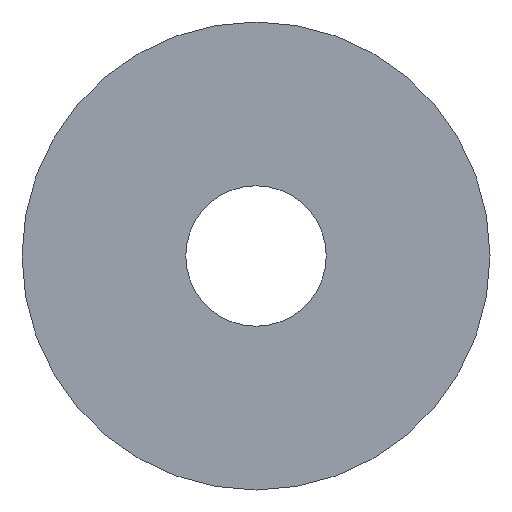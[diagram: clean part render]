
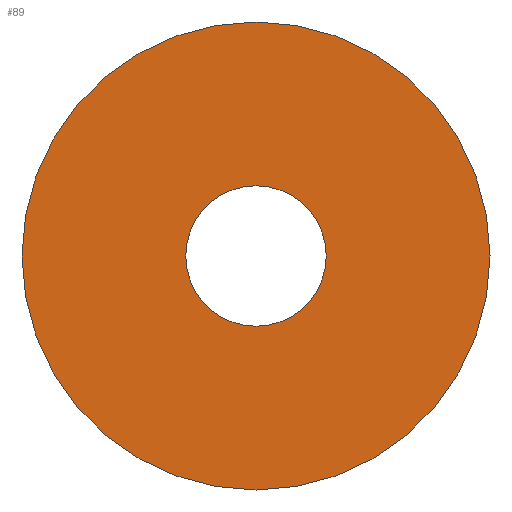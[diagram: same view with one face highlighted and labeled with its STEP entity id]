
A CAD part, front view. The second image highlights one B-rep face of the part: STEP entity #89.
In plain terms, the highlighted planar face has unit normal (0, -1, 0).
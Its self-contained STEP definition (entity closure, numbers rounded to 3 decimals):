
#17=FACE_BOUND('',#35,.T.);
#20=PLANE('',#115);
#26=FACE_OUTER_BOUND('',#34,.T.);
#34=EDGE_LOOP('',(#79));
#35=EDGE_LOOP('',(#80));
#45=CIRCLE('',#109,5.);
#47=CIRCLE('',#113,1.5);
#51=VERTEX_POINT('',#155);
#53=VERTEX_POINT('',#162);
#59=EDGE_CURVE('',#51,#51,#45,.T.);
#62=EDGE_CURVE('',#53,#53,#47,.T.);
#79=ORIENTED_EDGE('',*,*,#59,.F.);
#80=ORIENTED_EDGE('',*,*,#62,.F.);
#89=ADVANCED_FACE('',(#26,#17),#20,.F.);
#109=AXIS2_PLACEMENT_3D('',#157,#130,#131);
#113=AXIS2_PLACEMENT_3D('',#164,#139,#140);
#115=AXIS2_PLACEMENT_3D('',#166,#143,#144);
#130=DIRECTION('center_axis',(0.,1.,0.));
#131=DIRECTION('ref_axis',(1.,0.,0.));
#139=DIRECTION('center_axis',(0.,-1.,0.));
#140=DIRECTION('ref_axis',(1.,0.,0.));
#143=DIRECTION('center_axis',(0.,1.,0.));
#144=DIRECTION('ref_axis',(1.,0.,0.));
#155=CARTESIAN_POINT('',(-5.,0.,0.));
#157=CARTESIAN_POINT('Origin',(0.,0.,0.));
#162=CARTESIAN_POINT('',(-1.5,0.,0.));
#164=CARTESIAN_POINT('Origin',(0.,0.,0.));
#166=CARTESIAN_POINT('Origin',(0.,0.,0.));
